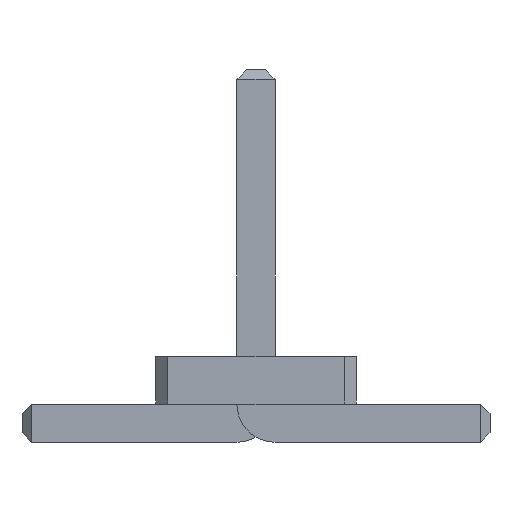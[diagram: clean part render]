
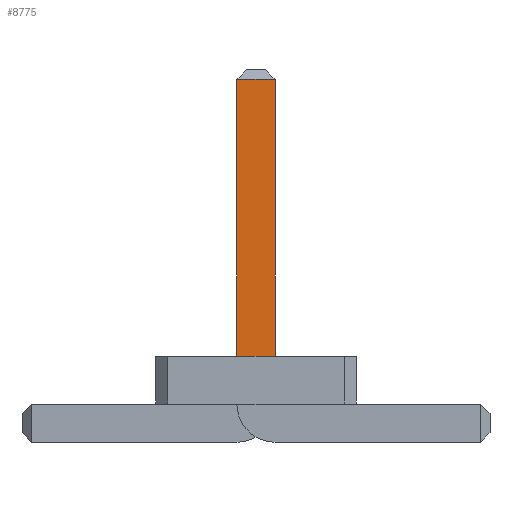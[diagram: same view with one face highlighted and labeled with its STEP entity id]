
A CAD part, front view. The second image highlights one B-rep face of the part: STEP entity #8775.
In plain terms, the highlighted planar face has unit normal (0, -1, 0).
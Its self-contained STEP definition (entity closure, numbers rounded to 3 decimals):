
#3297 = VERTEX_POINT('',#3298);
#3298 = CARTESIAN_POINT('',(-0.2,-10.995,0.9));
#3306 = EDGE_CURVE('',#3307,#3297,#3309,.T.);
#3307 = VERTEX_POINT('',#3308);
#3308 = CARTESIAN_POINT('',(0.2,-10.995,0.9));
#3309 = LINE('',#3310,#3311);
#3310 = CARTESIAN_POINT('',(-0.562,-10.995,0.9));
#3311 = VECTOR('',#3312,1.);
#3312 = DIRECTION('',(-1.,-0.,-0.));
#8709 = EDGE_CURVE('',#3297,#8710,#8712,.T.);
#8710 = VERTEX_POINT('',#8711);
#8711 = CARTESIAN_POINT('',(-0.2,-10.995,3.8));
#8712 = LINE('',#8713,#8714);
#8713 = CARTESIAN_POINT('',(-0.2,-10.995,0.));
#8714 = VECTOR('',#8715,1.);
#8715 = DIRECTION('',(0.,0.,1.));
#8757 = VERTEX_POINT('',#8758);
#8758 = CARTESIAN_POINT('',(0.2,-10.995,3.8));
#8764 = EDGE_CURVE('',#8757,#3307,#8765,.T.);
#8765 = LINE('',#8766,#8767);
#8766 = CARTESIAN_POINT('',(0.2,-10.995,3.9));
#8767 = VECTOR('',#8768,1.);
#8768 = DIRECTION('',(0.,0.,-1.));
#8775 = ADVANCED_FACE('',(#8776),#8787,.T.);
#8776 = FACE_BOUND('',#8777,.T.);
#8777 = EDGE_LOOP('',(#8778,#8779,#8780,#8781));
#8778 = ORIENTED_EDGE('',*,*,#8709,.F.);
#8779 = ORIENTED_EDGE('',*,*,#3306,.F.);
#8780 = ORIENTED_EDGE('',*,*,#8764,.F.);
#8781 = ORIENTED_EDGE('',*,*,#8782,.F.);
#8782 = EDGE_CURVE('',#8710,#8757,#8783,.T.);
#8783 = LINE('',#8784,#8785);
#8784 = CARTESIAN_POINT('',(-0.2,-10.995,3.8));
#8785 = VECTOR('',#8786,1.);
#8786 = DIRECTION('',(1.,0.,0.));
#8787 = PLANE('',#8788);
#8788 = AXIS2_PLACEMENT_3D('',#8789,#8790,#8791);
#8789 = CARTESIAN_POINT('',(-0.2,-10.995,3.9));
#8790 = DIRECTION('',(0.,-1.,0.));
#8791 = DIRECTION('',(0.,0.,-1.));
